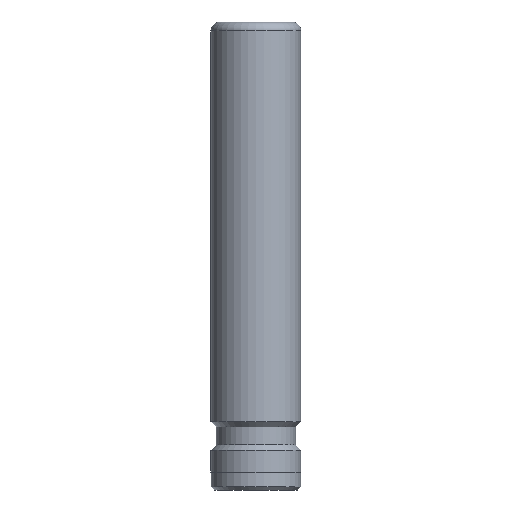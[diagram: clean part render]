
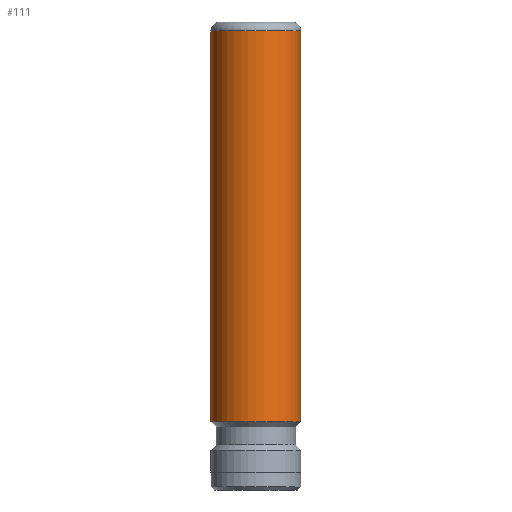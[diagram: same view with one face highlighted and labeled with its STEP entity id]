
A CAD part, front view. The second image highlights one B-rep face of the part: STEP entity #111.
In plain terms, the highlighted cylindrical face has radius 12.5 mm (diameter 25 mm), a partial arc.
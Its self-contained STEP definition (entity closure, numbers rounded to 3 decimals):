
#60 = CARTESIAN_POINT ( 'NONE',  ( 12.5, 0., 127.5 ) ) ;
#76 = CARTESIAN_POINT ( 'NONE',  ( -12.5, 0., 130. ) ) ;
#110 = CARTESIAN_POINT ( 'NONE',  ( 0., 0., 130. ) ) ;
#111 = ADVANCED_FACE ( 'NONE', ( #620 ), #293, .T. ) ;
#135 = AXIS2_PLACEMENT_3D ( 'NONE', #138, #552, #190 ) ;
#138 = CARTESIAN_POINT ( 'NONE',  ( 0., 0., 127.5 ) ) ;
#167 = EDGE_CURVE ( 'NONE', #216, #520, #540, .T. ) ;
#180 = CARTESIAN_POINT ( 'NONE',  ( -12.5, 0., 19. ) ) ;
#182 = CARTESIAN_POINT ( 'NONE',  ( -12.5, 0., 127.5 ) ) ;
#190 = DIRECTION ( 'NONE',  ( 1., 0., 0. ) ) ;
#216 = VERTEX_POINT ( 'NONE', #576 ) ;
#279 = VERTEX_POINT ( 'NONE', #60 ) ;
#293 = CYLINDRICAL_SURFACE ( 'NONE', #728, 12.5 ) ;
#298 = EDGE_LOOP ( 'NONE', ( #604, #413, #610, #482 ) ) ;
#337 = DIRECTION ( 'NONE',  ( 0., 0., -1. ) ) ;
#407 = DIRECTION ( 'NONE',  ( -1., 0., 0. ) ) ;
#413 = ORIENTED_EDGE ( 'NONE', *, *, #624, .T. ) ;
#426 = VERTEX_POINT ( 'NONE', #182 ) ;
#432 = VECTOR ( 'NONE', #674, 1000. ) ;
#441 = EDGE_CURVE ( 'NONE', #426, #520, #716, .T. ) ;
#469 = DIRECTION ( 'NONE',  ( -1., 0., 0. ) ) ;
#482 = ORIENTED_EDGE ( 'NONE', *, *, #167, .F. ) ;
#499 = AXIS2_PLACEMENT_3D ( 'NONE', #573, #337, #469 ) ;
#520 = VERTEX_POINT ( 'NONE', #180 ) ;
#540 = CIRCLE ( 'NONE', #499, 12.5 ) ;
#545 = DIRECTION ( 'NONE',  ( 0., 0., -1. ) ) ;
#552 = DIRECTION ( 'NONE',  ( 0., 0., -1. ) ) ;
#568 = VECTOR ( 'NONE', #545, 1000. ) ;
#573 = CARTESIAN_POINT ( 'NONE',  ( 0., 0., 19. ) ) ;
#576 = CARTESIAN_POINT ( 'NONE',  ( 12.5, 0., 19. ) ) ;
#586 = DIRECTION ( 'NONE',  ( 0., 0., -1. ) ) ;
#600 = EDGE_CURVE ( 'NONE', #279, #216, #607, .T. ) ;
#604 = ORIENTED_EDGE ( 'NONE', *, *, #600, .F. ) ;
#607 = LINE ( 'NONE', #669, #432 ) ;
#610 = ORIENTED_EDGE ( 'NONE', *, *, #441, .T. ) ;
#620 = FACE_OUTER_BOUND ( 'NONE', #298, .T. ) ;
#624 = EDGE_CURVE ( 'NONE', #279, #426, #717, .T. ) ;
#669 = CARTESIAN_POINT ( 'NONE',  ( 12.5, 0., 130. ) ) ;
#674 = DIRECTION ( 'NONE',  ( 0., 0., -1. ) ) ;
#716 = LINE ( 'NONE', #76, #568 ) ;
#717 = CIRCLE ( 'NONE', #135, 12.5 ) ;
#728 = AXIS2_PLACEMENT_3D ( 'NONE', #110, #586, #407 ) ;
